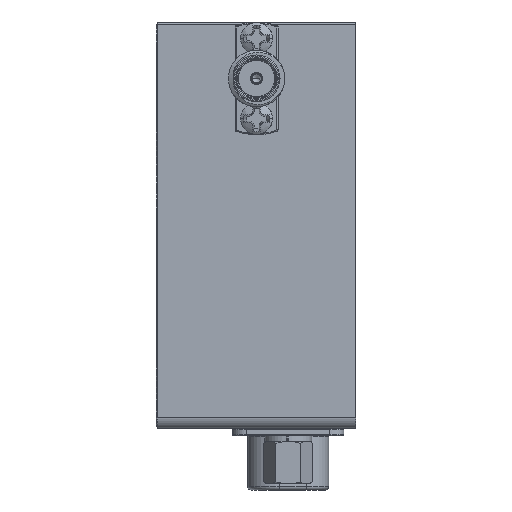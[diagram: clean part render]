
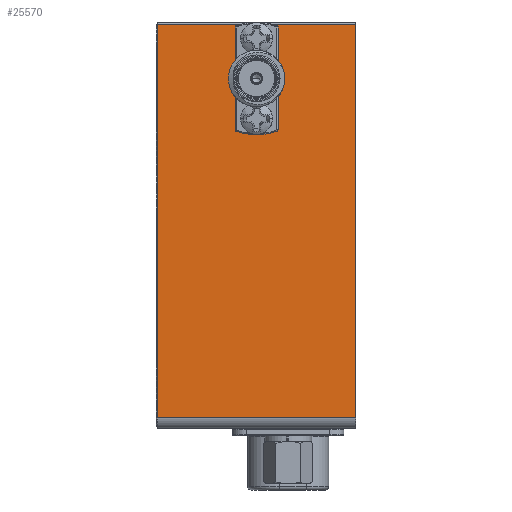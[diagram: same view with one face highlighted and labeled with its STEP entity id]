
A CAD part, left-side view. The second image highlights one B-rep face of the part: STEP entity #25570.
In plain terms, the highlighted planar face has unit normal (-1, 0, 0).
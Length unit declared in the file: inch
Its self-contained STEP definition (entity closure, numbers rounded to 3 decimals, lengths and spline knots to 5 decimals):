
#122 = VERTEX_POINT ( 'NONE', #11497 ) ;
#235 = DIRECTION ( 'NONE',  ( 0., 0., -1. ) ) ;
#2935 = CARTESIAN_POINT ( 'NONE',  ( 0., -0.88, -0.01 ) ) ;
#4231 = LINE ( 'NONE', #13276, #54135 ) ;
#4503 = VERTEX_POINT ( 'NONE', #26536 ) ;
#9937 = EDGE_LOOP ( 'NONE', ( #21014, #10107 ) ) ;
#10107 = ORIENTED_EDGE ( 'NONE', *, *, #23802, .F. ) ;
#11108 = CARTESIAN_POINT ( 'NONE',  ( 0., -0.88, -1.75 ) ) ;
#11497 = CARTESIAN_POINT ( 'NONE',  ( 0., 0., -0.01 ) ) ;
#11681 = PLANE ( 'NONE',  #53982 ) ;
#12116 = VERTEX_POINT ( 'NONE', #11108 ) ;
#13276 = CARTESIAN_POINT ( 'NONE',  ( 0., 0., -0.01 ) ) ;
#13384 = DIRECTION ( 'NONE',  ( 0., 0., -1. ) ) ;
#14322 = CARTESIAN_POINT ( 'NONE',  ( 0., 0., -1.75 ) ) ;
#14328 = CARTESIAN_POINT ( 'NONE',  ( 0., -0.44, -0.25 ) ) ;
#14898 = LINE ( 'NONE', #48858, #55106 ) ;
#15860 = ORIENTED_EDGE ( 'NONE', *, *, #40080, .F. ) ;
#17860 = CARTESIAN_POINT ( 'NONE',  ( 0., -0.88, -0.01 ) ) ;
#21014 = ORIENTED_EDGE ( 'NONE', *, *, #47746, .F. ) ;
#22720 = ORIENTED_EDGE ( 'NONE', *, *, #54366, .F. ) ;
#23802 = EDGE_CURVE ( 'NONE', #4503, #47812, #31624, .T. ) ;
#25570 = ADVANCED_FACE ( 'NONE', ( #50006, #30336 ), #11681, .F. ) ;
#26536 = CARTESIAN_POINT ( 'NONE',  ( 0., -0.44, -0.244 ) ) ;
#27971 = VECTOR ( 'NONE', #32240, 39.37008 ) ;
#28165 = DIRECTION ( 'NONE',  ( 0., 0., -1. ) ) ;
#30301 = CARTESIAN_POINT ( 'NONE',  ( 0., -0.88, -1.75 ) ) ;
#30336 = FACE_BOUND ( 'NONE', #9937, .T. ) ;
#30487 = VERTEX_POINT ( 'NONE', #14322 ) ;
#31624 = CIRCLE ( 'NONE', #46649, 0.006 ) ;
#32240 = DIRECTION ( 'NONE',  ( 0., 1., 0. ) ) ;
#32337 = VERTEX_POINT ( 'NONE', #17860 ) ;
#34999 = LINE ( 'NONE', #30301, #57105 ) ;
#40080 = EDGE_CURVE ( 'NONE', #12116, #30487, #34999, .T. ) ;
#42484 = AXIS2_PLACEMENT_3D ( 'NONE', #47338, #57211, #56598 ) ;
#43259 = CARTESIAN_POINT ( 'NONE',  ( 0., -0.44, -0.256 ) ) ;
#44693 = EDGE_CURVE ( 'NONE', #122, #30487, #4231, .T. ) ;
#44924 = ORIENTED_EDGE ( 'NONE', *, *, #44693, .T. ) ;
#45043 = ORIENTED_EDGE ( 'NONE', *, *, #53069, .T. ) ;
#46649 = AXIS2_PLACEMENT_3D ( 'NONE', #14328, #61669, #13384 ) ;
#47338 = CARTESIAN_POINT ( 'NONE',  ( 0., -0.44, -0.25 ) ) ;
#47746 = EDGE_CURVE ( 'NONE', #47812, #4503, #52394, .T. ) ;
#47812 = VERTEX_POINT ( 'NONE', #43259 ) ;
#48858 = CARTESIAN_POINT ( 'NONE',  ( 0., -0.88, -0.01 ) ) ;
#49364 = DIRECTION ( 'NONE',  ( 0., 1., 0. ) ) ;
#50006 = FACE_OUTER_BOUND ( 'NONE', #52354, .T. ) ;
#52354 = EDGE_LOOP ( 'NONE', ( #44924, #15860, #22720, #45043 ) ) ;
#52394 = CIRCLE ( 'NONE', #42484, 0.006 ) ;
#53069 = EDGE_CURVE ( 'NONE', #32337, #122, #60318, .T. ) ;
#53982 = AXIS2_PLACEMENT_3D ( 'NONE', #2935, #60573, #55536 ) ;
#54135 = VECTOR ( 'NONE', #28165, 39.37008 ) ;
#54366 = EDGE_CURVE ( 'NONE', #32337, #12116, #14898, .T. ) ;
#55106 = VECTOR ( 'NONE', #235, 39.37008 ) ;
#55536 = DIRECTION ( 'NONE',  ( 0., 0., -1. ) ) ;
#55608 = CARTESIAN_POINT ( 'NONE',  ( 0., -0.88, -0.01 ) ) ;
#56598 = DIRECTION ( 'NONE',  ( 0., 0., -1. ) ) ;
#57105 = VECTOR ( 'NONE', #49364, 39.37008 ) ;
#57211 = DIRECTION ( 'NONE',  ( -1., 0., 0. ) ) ;
#60318 = LINE ( 'NONE', #55608, #27971 ) ;
#60573 = DIRECTION ( 'NONE',  ( 1., 0., 0. ) ) ;
#61669 = DIRECTION ( 'NONE',  ( -1., 0., 0. ) ) ;
